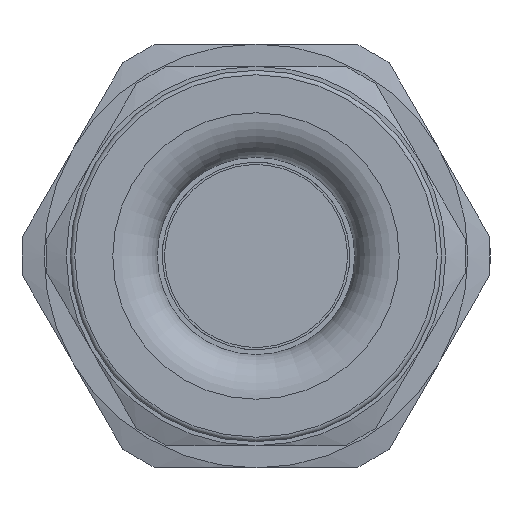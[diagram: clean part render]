
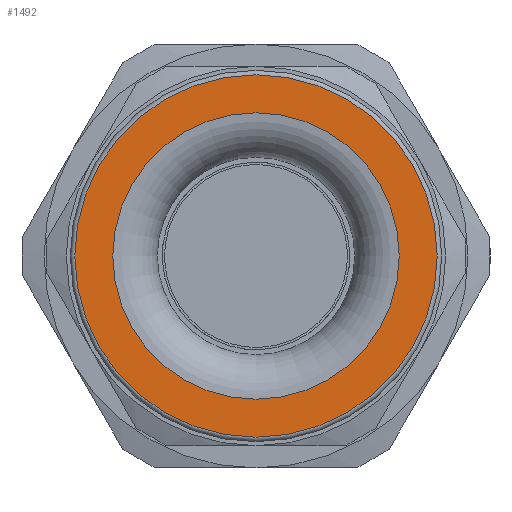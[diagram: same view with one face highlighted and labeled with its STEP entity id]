
A CAD part, left-side view. The second image highlights one B-rep face of the part: STEP entity #1492.
In plain terms, the highlighted planar face has unit normal (-1, 0, 0).
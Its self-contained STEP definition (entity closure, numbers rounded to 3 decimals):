
#191=PLANE('',#1698);
#232=FACE_BOUND('',#434,.T.);
#310=FACE_OUTER_BOUND('',#433,.T.);
#433=EDGE_LOOP('',(#1181));
#434=EDGE_LOOP('',(#1182));
#583=CIRCLE('',#1697,8.12);
#584=CIRCLE('',#1699,6.42);
#729=VERTEX_POINT('',#3360);
#730=VERTEX_POINT('',#3363);
#899=EDGE_CURVE('',#729,#729,#583,.T.);
#900=EDGE_CURVE('',#730,#730,#584,.T.);
#1181=ORIENTED_EDGE('',*,*,#899,.F.);
#1182=ORIENTED_EDGE('',*,*,#900,.T.);
#1492=ADVANCED_FACE('',(#310,#232),#191,.T.);
#1697=AXIS2_PLACEMENT_3D('',#3361,#2007,#2008);
#1698=AXIS2_PLACEMENT_3D('',#3362,#2009,#2010);
#1699=AXIS2_PLACEMENT_3D('',#3364,#2011,#2012);
#2007=DIRECTION('center_axis',(1.,0.,0.));
#2008=DIRECTION('ref_axis',(0.,-1.,0.));
#2009=DIRECTION('center_axis',(-1.,0.,0.));
#2010=DIRECTION('ref_axis',(0.,0.,1.));
#2011=DIRECTION('center_axis',(1.,0.,0.));
#2012=DIRECTION('ref_axis',(0.,0.,-1.));
#3360=CARTESIAN_POINT('',(-15.38,8.12,0.));
#3361=CARTESIAN_POINT('Origin',(-15.38,0.,0.));
#3362=CARTESIAN_POINT('Origin',(-15.38,8.32,0.));
#3363=CARTESIAN_POINT('',(-15.38,6.42,0.));
#3364=CARTESIAN_POINT('Origin',(-15.38,0.,0.));
